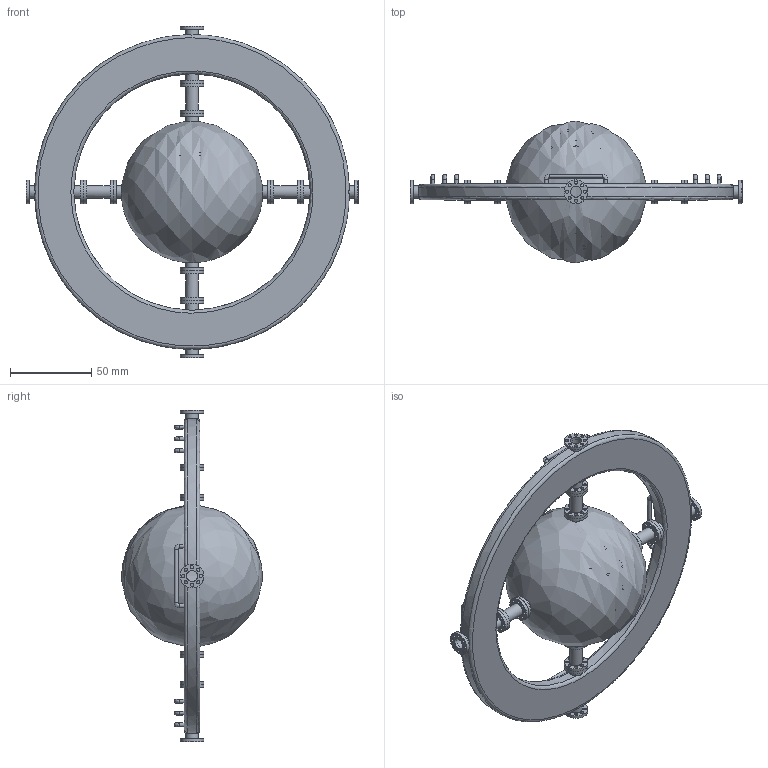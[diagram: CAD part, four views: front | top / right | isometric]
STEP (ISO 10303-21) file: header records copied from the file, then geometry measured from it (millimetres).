
FILE_DESCRIPTION(('FreeCAD Model'),'2;1');
FILE_NAME('Open CASCADE Shape Model','2025-05-03T08:01:21',('FreeCAD'),( 'FreeCAD'),'Open CASCADE STEP processor 7.6','FreeCAD','Unknown');
FILE_SCHEMA(('AUTOMOTIVE_DESIGN { 1 0 10303 214 1 1 1 1 }'));
Length unit declared in the file: millimetre
Products named in the file (1): Open CASCADE STEP translator 7.6 1
Bounding box: 203.87 x 86.9 x 203.87 mm (x, y, z)
Volume: 199710.8 mm3; surface area: 359763.6 mm2
Topology: 22 solids, 22 shells, 687 faces, 1879 edges, 1259 vertices
Faces by surface type: bspline 687
Entity records: 28014 total; most frequent: CARTESIAN_POINT 17422, ORIENTED_EDGE 3758, EDGE_CURVE 1879, VERTEX_POINT 1259, FACE_BOUND 1100, EDGE_LOOP 1100, ADVANCED_FACE 687, B_SPLINE_CURVE_WITH_KNOTS 612
